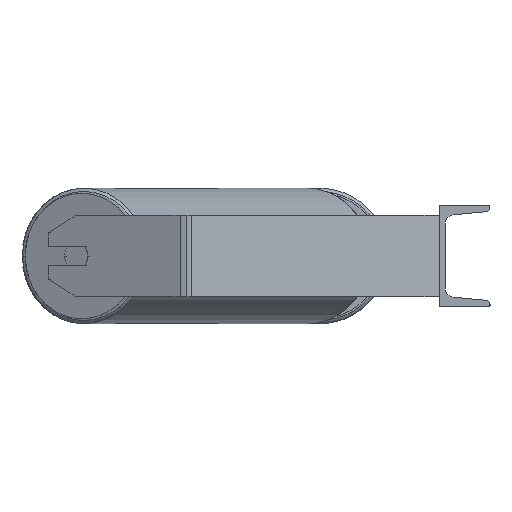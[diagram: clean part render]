
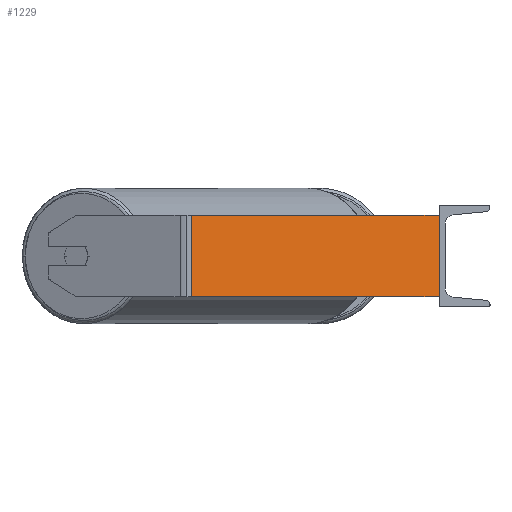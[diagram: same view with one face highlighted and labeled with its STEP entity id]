
A CAD part, left-side view. The second image highlights one B-rep face of the part: STEP entity #1229.
In plain terms, the highlighted planar face has unit normal (-0.966, -0.259, 0).
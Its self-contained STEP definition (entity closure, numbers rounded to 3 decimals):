
#340 = DIRECTION ( 'NONE',  ( 0.259, -0.966, 0. ) ) ;
#375 = ORIENTED_EDGE ( 'NONE', *, *, #5986, .F. ) ;
#1140 = VERTEX_POINT ( 'NONE', #3751 ) ;
#1229 = ADVANCED_FACE ( 'NONE', ( #3198 ), #8825, .F. ) ;
#1437 = LINE ( 'NONE', #7076, #1637 ) ;
#1586 = VERTEX_POINT ( 'NONE', #5313 ) ;
#1637 = VECTOR ( 'NONE', #2667, 1000. ) ;
#1974 = CARTESIAN_POINT ( 'NONE',  ( -850.185, 243.272, 40. ) ) ;
#2205 = AXIS2_PLACEMENT_3D ( 'NONE', #3463, #7019, #7662 ) ;
#2279 = DIRECTION ( 'NONE',  ( 0.259, -0.966, 0. ) ) ;
#2611 = EDGE_CURVE ( 'NONE', #5665, #1586, #3856, .T. ) ;
#2655 = DIRECTION ( 'NONE',  ( 0., 0., -1. ) ) ;
#2667 = DIRECTION ( 'NONE',  ( 0., 0., -1. ) ) ;
#2722 = VECTOR ( 'NONE', #2279, 1000. ) ;
#2950 = VECTOR ( 'NONE', #340, 1000. ) ;
#3192 = ORIENTED_EDGE ( 'NONE', *, *, #4448, .T. ) ;
#3198 = FACE_OUTER_BOUND ( 'NONE', #5599, .T. ) ;
#3214 = CARTESIAN_POINT ( 'NONE',  ( -851.692, 248.897, 40. ) ) ;
#3463 = CARTESIAN_POINT ( 'NONE',  ( -851.692, 248.897, 40. ) ) ;
#3751 = CARTESIAN_POINT ( 'NONE',  ( -850.185, 243.272, -40. ) ) ;
#3856 = LINE ( 'NONE', #3214, #2950 ) ;
#4330 = VECTOR ( 'NONE', #2655, 1000. ) ;
#4448 = EDGE_CURVE ( 'NONE', #5665, #1140, #1437, .T. ) ;
#4697 = CARTESIAN_POINT ( 'NONE',  ( -785., 0., 40. ) ) ;
#5112 = ORIENTED_EDGE ( 'NONE', *, *, #2611, .F. ) ;
#5239 = LINE ( 'NONE', #8685, #2722 ) ;
#5313 = CARTESIAN_POINT ( 'NONE',  ( -785., 0., 40. ) ) ;
#5552 = ORIENTED_EDGE ( 'NONE', *, *, #7050, .T. ) ;
#5599 = EDGE_LOOP ( 'NONE', ( #5552, #375, #5112, #3192 ) ) ;
#5665 = VERTEX_POINT ( 'NONE', #1974 ) ;
#5930 = CARTESIAN_POINT ( 'NONE',  ( -785., 0., -40. ) ) ;
#5986 = EDGE_CURVE ( 'NONE', #1586, #6998, #8204, .T. ) ;
#6998 = VERTEX_POINT ( 'NONE', #5930 ) ;
#7019 = DIRECTION ( 'NONE',  ( 0.966, 0.259, 0. ) ) ;
#7050 = EDGE_CURVE ( 'NONE', #1140, #6998, #5239, .T. ) ;
#7076 = CARTESIAN_POINT ( 'NONE',  ( -850.185, 243.272, 40. ) ) ;
#7662 = DIRECTION ( 'NONE',  ( -0.259, 0.966, 0. ) ) ;
#8204 = LINE ( 'NONE', #4697, #4330 ) ;
#8685 = CARTESIAN_POINT ( 'NONE',  ( -851.692, 248.897, -40. ) ) ;
#8825 = PLANE ( 'NONE',  #2205 ) ;
